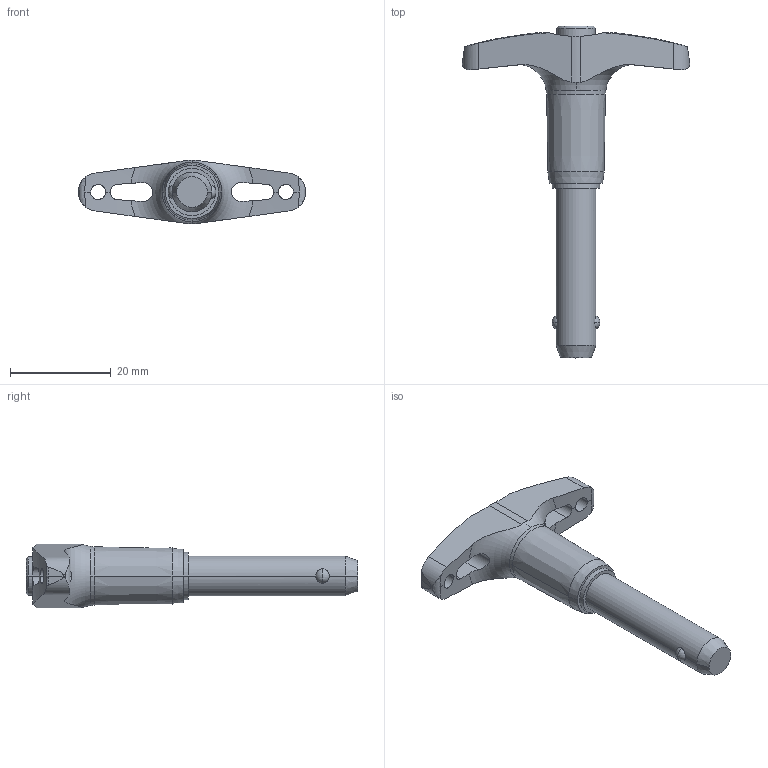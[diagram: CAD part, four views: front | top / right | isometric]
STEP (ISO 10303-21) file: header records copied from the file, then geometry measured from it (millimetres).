
FILE_DESCRIPTION(('STEP AP214'),'1');
FILE_NAME('EH_4211_C10.stp','2017-01-30T14:32:34',('TraceParts'),('TraceParts S.A.'),'Spatial InterOp 3D',' ',' ');
FILE_SCHEMA(('automotive_design'));
Length unit declared in the file: millimetre
Products named in the file (1): 1
Bounding box: 45.18 x 66.04 x 12.7 mm (x, y, z)
Volume: 6470 mm3; surface area: 3402.8 mm2
Topology: 1 solids, 1 shells, 75 faces, 208 edges, 134 vertices
Faces by surface type: cylinder 30, cone 18, plane 13, torus 10, sphere 4
Entity records: 4034 total; most frequent: CARTESIAN_POINT 1592, ORIENTED_EDGE 416, DIRECTION 348, EDGE_CURVE 208, AXIS2_PLACEMENT_3D 146, VERTEX_POINT 134, EDGE_LOOP 82, STYLED_ITEM 75
